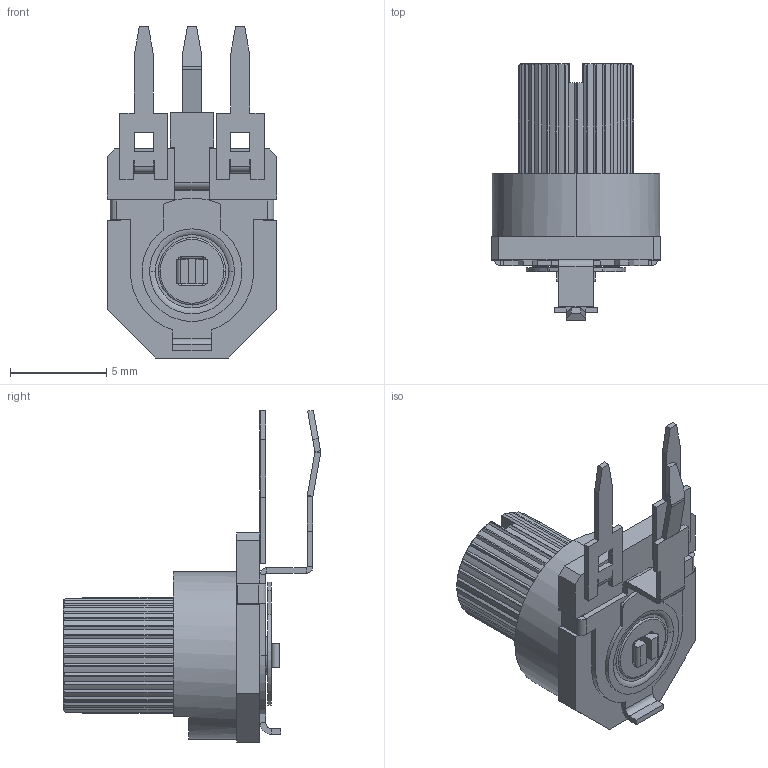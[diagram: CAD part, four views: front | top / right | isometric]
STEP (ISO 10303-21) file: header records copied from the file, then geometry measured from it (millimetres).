
FILE_DESCRIPTION((''),'2;1');
FILE_NAME('37S_SW0001','2013-05-17T',('bmozley'),(''),'PRO/ENGINEER BY PARAMETRIC TECHNOLOGY CORPORATION, 2013050','PRO/ENGINEER BY PARAMETRIC TECHNOLOGY CORPORATION, 2013050','');
FILE_SCHEMA(('CONFIG_CONTROL_DESIGN'));
Length unit declared in the file: millimetre
Products named in the file (1): 37S_SW0001
Bounding box: 8.8 x 13.35 x 17.23 mm (x, y, z)
Volume: 476.2 mm3; surface area: 663 mm2
Topology: 1 solids, 1 shells, 376 faces, 992 edges, 632 vertices
Faces by surface type: plane 272, cylinder 94, torus 8, cone 2
Entity records: 11680 total; most frequent: CARTESIAN_POINT 2314, ORIENTED_EDGE 1984, DIRECTION 1884, EDGE_CURVE 992, VECTOR 708, LINE 708, VERTEX_POINT 632, AXIS2_PLACEMENT_3D 588
